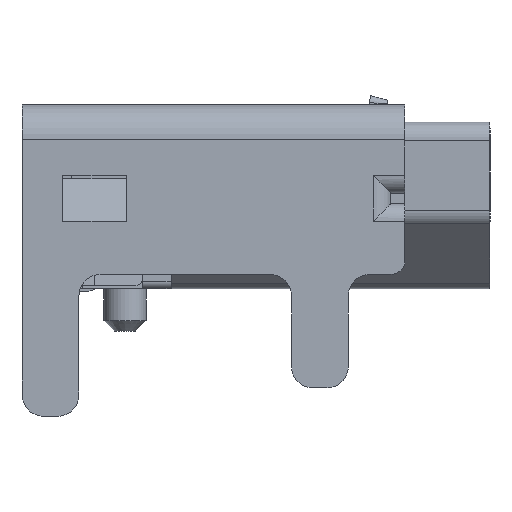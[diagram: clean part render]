
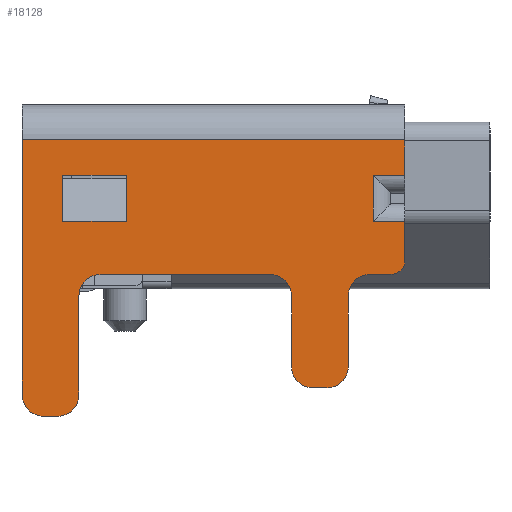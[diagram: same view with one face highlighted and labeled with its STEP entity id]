
A CAD part, left-side view. The second image highlights one B-rep face of the part: STEP entity #18128.
In plain terms, the highlighted face is planar.
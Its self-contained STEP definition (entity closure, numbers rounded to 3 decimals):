
#17440 = VERTEX_POINT('',#17441);
#17441 = CARTESIAN_POINT('',(-4.,2.25,-1.46));
#17447 = EDGE_CURVE('',#17440,#17448,#17450,.T.);
#17448 = VERTEX_POINT('',#17449);
#17449 = CARTESIAN_POINT('',(-4.,2.25,2.14));
#17450 = LINE('',#17451,#17452);
#17451 = CARTESIAN_POINT('',(-4.,2.25,0.24));
#17452 = VECTOR('',#17453,1.);
#17453 = DIRECTION('',(0.,0.,1.));
#17501 = VERTEX_POINT('',#17502);
#17502 = CARTESIAN_POINT('',(-4.,-3.15,2.14));
#17509 = EDGE_CURVE('',#17510,#17501,#17512,.T.);
#17510 = VERTEX_POINT('',#17511);
#17511 = CARTESIAN_POINT('',(-4.,-3.15,1.635));
#17512 = LINE('',#17513,#17514);
#17513 = CARTESIAN_POINT('',(-4.,-3.15,0.24));
#17514 = VECTOR('',#17515,1.);
#17515 = DIRECTION('',(0.,0.,1.));
#17535 = VERTEX_POINT('',#17536);
#17536 = CARTESIAN_POINT('',(-4.,-3.15,0.993));
#17543 = EDGE_CURVE('',#17544,#17535,#17546,.T.);
#17544 = VERTEX_POINT('',#17545);
#17545 = CARTESIAN_POINT('',(-4.,-3.15,0.44));
#17546 = LINE('',#17547,#17548);
#17547 = CARTESIAN_POINT('',(-4.,-3.15,0.24));
#17548 = VECTOR('',#17549,1.);
#17549 = DIRECTION('',(0.,0.,1.));
#17939 = VERTEX_POINT('',#17940);
#17940 = CARTESIAN_POINT('',(-4.,-2.95,0.24));
#17946 = EDGE_CURVE('',#17947,#17939,#17949,.T.);
#17947 = VERTEX_POINT('',#17948);
#17948 = CARTESIAN_POINT('',(-4.,-2.65,0.24));
#17949 = LINE('',#17950,#17951);
#17950 = CARTESIAN_POINT('',(-4.,2.25,0.24));
#17951 = VECTOR('',#17952,1.);
#17952 = DIRECTION('',(0.,-1.,0.));
#17970 = VERTEX_POINT('',#17971);
#17971 = CARTESIAN_POINT('',(-4.,-1.25,0.24));
#17977 = EDGE_CURVE('',#17978,#17970,#17980,.T.);
#17978 = VERTEX_POINT('',#17979);
#17979 = CARTESIAN_POINT('',(-4.,1.15,0.24));
#17980 = LINE('',#17981,#17982);
#17981 = CARTESIAN_POINT('',(-4.,2.25,0.24));
#17982 = VECTOR('',#17983,1.);
#17983 = DIRECTION('',(0.,-1.,0.));
#17999 = EDGE_CURVE('',#18000,#18002,#18004,.T.);
#18000 = VERTEX_POINT('',#18001);
#18001 = CARTESIAN_POINT('',(-4.,1.68,0.988));
#18002 = VERTEX_POINT('',#18003);
#18003 = CARTESIAN_POINT('',(-4.,1.68,1.64));
#18004 = LINE('',#18005,#18006);
#18005 = CARTESIAN_POINT('',(-4.,1.68,0.94));
#18006 = VECTOR('',#18007,1.);
#18007 = DIRECTION('',(0.,0.,1.));
#18128 = ADVANCED_FACE('',(#18129,#18270),#18295,.T.);
#18129 = FACE_BOUND('',#18130,.F.);
#18130 = EDGE_LOOP('',(#18131,#18132,#18139,#18140,#18148,#18156,#18162,
    #18163,#18169,#18170,#18179,#18187,#18196,#18204,#18211,#18212,
    #18221,#18229,#18238,#18246,#18255,#18263));
#18131 = ORIENTED_EDGE('',*,*,#17946,.T.);
#18132 = ORIENTED_EDGE('',*,*,#18133,.F.);
#18133 = EDGE_CURVE('',#17544,#17939,#18134,.T.);
#18134 = CIRCLE('',#18135,0.2);
#18135 = AXIS2_PLACEMENT_3D('',#18136,#18137,#18138);
#18136 = CARTESIAN_POINT('',(-4.,-2.95,0.44));
#18137 = DIRECTION('',(1.,0.,0.));
#18138 = DIRECTION('',(0.,0.,-1.));
#18139 = ORIENTED_EDGE('',*,*,#17543,.T.);
#18140 = ORIENTED_EDGE('',*,*,#18141,.T.);
#18141 = EDGE_CURVE('',#17535,#18142,#18144,.T.);
#18142 = VERTEX_POINT('',#18143);
#18143 = CARTESIAN_POINT('',(-4.,-2.705,0.993));
#18144 = LINE('',#18145,#18146);
#18145 = CARTESIAN_POINT('',(-4.,2.25,0.993));
#18146 = VECTOR('',#18147,1.);
#18147 = DIRECTION('',(0.,1.,0.));
#18148 = ORIENTED_EDGE('',*,*,#18149,.T.);
#18149 = EDGE_CURVE('',#18142,#18150,#18152,.T.);
#18150 = VERTEX_POINT('',#18151);
#18151 = CARTESIAN_POINT('',(-4.,-2.705,1.635));
#18152 = LINE('',#18153,#18154);
#18153 = CARTESIAN_POINT('',(-4.,-2.705,0.24));
#18154 = VECTOR('',#18155,1.);
#18155 = DIRECTION('',(0.,0.,1.));
#18156 = ORIENTED_EDGE('',*,*,#18157,.T.);
#18157 = EDGE_CURVE('',#18150,#17510,#18158,.T.);
#18158 = LINE('',#18159,#18160);
#18159 = CARTESIAN_POINT('',(-4.,2.25,1.635));
#18160 = VECTOR('',#18161,1.);
#18161 = DIRECTION('',(0.,-1.,0.));
#18162 = ORIENTED_EDGE('',*,*,#17509,.T.);
#18163 = ORIENTED_EDGE('',*,*,#18164,.F.);
#18164 = EDGE_CURVE('',#17448,#17501,#18165,.T.);
#18165 = LINE('',#18166,#18167);
#18166 = CARTESIAN_POINT('',(-4.,2.25,2.14));
#18167 = VECTOR('',#18168,1.);
#18168 = DIRECTION('',(0.,-1.,0.));
#18169 = ORIENTED_EDGE('',*,*,#17447,.F.);
#18170 = ORIENTED_EDGE('',*,*,#18171,.F.);
#18171 = EDGE_CURVE('',#18172,#17440,#18174,.T.);
#18172 = VERTEX_POINT('',#18173);
#18173 = CARTESIAN_POINT('',(-4.,1.95,-1.76));
#18174 = CIRCLE('',#18175,0.3);
#18175 = AXIS2_PLACEMENT_3D('',#18176,#18177,#18178);
#18176 = CARTESIAN_POINT('',(-4.,1.95,-1.46));
#18177 = DIRECTION('',(1.,0.,0.));
#18178 = DIRECTION('',(0.,0.,-1.));
#18179 = ORIENTED_EDGE('',*,*,#18180,.F.);
#18180 = EDGE_CURVE('',#18181,#18172,#18183,.T.);
#18181 = VERTEX_POINT('',#18182);
#18182 = CARTESIAN_POINT('',(-4.,1.75,-1.76));
#18183 = LINE('',#18184,#18185);
#18184 = CARTESIAN_POINT('',(-4.,1.45,-1.76));
#18185 = VECTOR('',#18186,1.);
#18186 = DIRECTION('',(0.,1.,0.));
#18187 = ORIENTED_EDGE('',*,*,#18188,.F.);
#18188 = EDGE_CURVE('',#18189,#18181,#18191,.T.);
#18189 = VERTEX_POINT('',#18190);
#18190 = CARTESIAN_POINT('',(-4.,1.45,-1.46));
#18191 = CIRCLE('',#18192,0.3);
#18192 = AXIS2_PLACEMENT_3D('',#18193,#18194,#18195);
#18193 = CARTESIAN_POINT('',(-4.,1.75,-1.46));
#18194 = DIRECTION('',(1.,0.,0.));
#18195 = DIRECTION('',(0.,0.,-1.));
#18196 = ORIENTED_EDGE('',*,*,#18197,.F.);
#18197 = EDGE_CURVE('',#18198,#18189,#18200,.T.);
#18198 = VERTEX_POINT('',#18199);
#18199 = CARTESIAN_POINT('',(-4.,1.45,-0.06));
#18200 = LINE('',#18201,#18202);
#18201 = CARTESIAN_POINT('',(-4.,1.45,0.24));
#18202 = VECTOR('',#18203,1.);
#18203 = DIRECTION('',(0.,0.,-1.));
#18204 = ORIENTED_EDGE('',*,*,#18205,.T.);
#18205 = EDGE_CURVE('',#18198,#17978,#18206,.T.);
#18206 = CIRCLE('',#18207,0.3);
#18207 = AXIS2_PLACEMENT_3D('',#18208,#18209,#18210);
#18208 = CARTESIAN_POINT('',(-4.,1.15,-0.06));
#18209 = DIRECTION('',(1.,0.,0.));
#18210 = DIRECTION('',(0.,0.,-1.));
#18211 = ORIENTED_EDGE('',*,*,#17977,.T.);
#18212 = ORIENTED_EDGE('',*,*,#18213,.T.);
#18213 = EDGE_CURVE('',#17970,#18214,#18216,.T.);
#18214 = VERTEX_POINT('',#18215);
#18215 = CARTESIAN_POINT('',(-4.,-1.55,-0.06));
#18216 = CIRCLE('',#18217,0.3);
#18217 = AXIS2_PLACEMENT_3D('',#18218,#18219,#18220);
#18218 = CARTESIAN_POINT('',(-4.,-1.25,-0.06));
#18219 = DIRECTION('',(1.,0.,0.));
#18220 = DIRECTION('',(0.,0.,-1.));
#18221 = ORIENTED_EDGE('',*,*,#18222,.T.);
#18222 = EDGE_CURVE('',#18214,#18223,#18225,.T.);
#18223 = VERTEX_POINT('',#18224);
#18224 = CARTESIAN_POINT('',(-4.,-1.55,-1.06));
#18225 = LINE('',#18226,#18227);
#18226 = CARTESIAN_POINT('',(-4.,-1.55,0.24));
#18227 = VECTOR('',#18228,1.);
#18228 = DIRECTION('',(0.,0.,-1.));
#18229 = ORIENTED_EDGE('',*,*,#18230,.F.);
#18230 = EDGE_CURVE('',#18231,#18223,#18233,.T.);
#18231 = VERTEX_POINT('',#18232);
#18232 = CARTESIAN_POINT('',(-4.,-1.85,-1.36));
#18233 = CIRCLE('',#18234,0.3);
#18234 = AXIS2_PLACEMENT_3D('',#18235,#18236,#18237);
#18235 = CARTESIAN_POINT('',(-4.,-1.85,-1.06));
#18236 = DIRECTION('',(1.,0.,0.));
#18237 = DIRECTION('',(0.,0.,-1.));
#18238 = ORIENTED_EDGE('',*,*,#18239,.T.);
#18239 = EDGE_CURVE('',#18231,#18240,#18242,.T.);
#18240 = VERTEX_POINT('',#18241);
#18241 = CARTESIAN_POINT('',(-4.,-2.05,-1.36));
#18242 = LINE('',#18243,#18244);
#18243 = CARTESIAN_POINT('',(-4.,-1.55,-1.36));
#18244 = VECTOR('',#18245,1.);
#18245 = DIRECTION('',(0.,-1.,0.));
#18246 = ORIENTED_EDGE('',*,*,#18247,.F.);
#18247 = EDGE_CURVE('',#18248,#18240,#18250,.T.);
#18248 = VERTEX_POINT('',#18249);
#18249 = CARTESIAN_POINT('',(-4.,-2.35,-1.06));
#18250 = CIRCLE('',#18251,0.3);
#18251 = AXIS2_PLACEMENT_3D('',#18252,#18253,#18254);
#18252 = CARTESIAN_POINT('',(-4.,-2.05,-1.06));
#18253 = DIRECTION('',(1.,0.,0.));
#18254 = DIRECTION('',(0.,0.,-1.));
#18255 = ORIENTED_EDGE('',*,*,#18256,.T.);
#18256 = EDGE_CURVE('',#18248,#18257,#18259,.T.);
#18257 = VERTEX_POINT('',#18258);
#18258 = CARTESIAN_POINT('',(-4.,-2.35,-0.06));
#18259 = LINE('',#18260,#18261);
#18260 = CARTESIAN_POINT('',(-4.,-2.35,-1.36));
#18261 = VECTOR('',#18262,1.);
#18262 = DIRECTION('',(0.,0.,1.));
#18263 = ORIENTED_EDGE('',*,*,#18264,.T.);
#18264 = EDGE_CURVE('',#18257,#17947,#18265,.T.);
#18265 = CIRCLE('',#18266,0.3);
#18266 = AXIS2_PLACEMENT_3D('',#18267,#18268,#18269);
#18267 = CARTESIAN_POINT('',(-4.,-2.65,-0.06));
#18268 = DIRECTION('',(1.,0.,0.));
#18269 = DIRECTION('',(0.,0.,-1.));
#18270 = FACE_BOUND('',#18271,.F.);
#18271 = EDGE_LOOP('',(#18272,#18280,#18281,#18289));
#18272 = ORIENTED_EDGE('',*,*,#18273,.T.);
#18273 = EDGE_CURVE('',#18274,#18000,#18276,.T.);
#18274 = VERTEX_POINT('',#18275);
#18275 = CARTESIAN_POINT('',(-4.,0.78,0.988));
#18276 = LINE('',#18277,#18278);
#18277 = CARTESIAN_POINT('',(-4.,0.78,0.988));
#18278 = VECTOR('',#18279,1.);
#18279 = DIRECTION('',(0.,1.,0.));
#18280 = ORIENTED_EDGE('',*,*,#17999,.T.);
#18281 = ORIENTED_EDGE('',*,*,#18282,.T.);
#18282 = EDGE_CURVE('',#18002,#18283,#18285,.T.);
#18283 = VERTEX_POINT('',#18284);
#18284 = CARTESIAN_POINT('',(-4.,0.78,1.64));
#18285 = LINE('',#18286,#18287);
#18286 = CARTESIAN_POINT('',(-4.,1.68,1.64));
#18287 = VECTOR('',#18288,1.);
#18288 = DIRECTION('',(0.,-1.,0.));
#18289 = ORIENTED_EDGE('',*,*,#18290,.T.);
#18290 = EDGE_CURVE('',#18283,#18274,#18291,.T.);
#18291 = LINE('',#18292,#18293);
#18292 = CARTESIAN_POINT('',(-4.,0.78,1.64));
#18293 = VECTOR('',#18294,1.);
#18294 = DIRECTION('',(0.,0.,-1.));
#18295 = PLANE('',#18296);
#18296 = AXIS2_PLACEMENT_3D('',#18297,#18298,#18299);
#18297 = CARTESIAN_POINT('',(-4.,2.25,0.24));
#18298 = DIRECTION('',(1.,0.,0.));
#18299 = DIRECTION('',(0.,0.,-1.));
